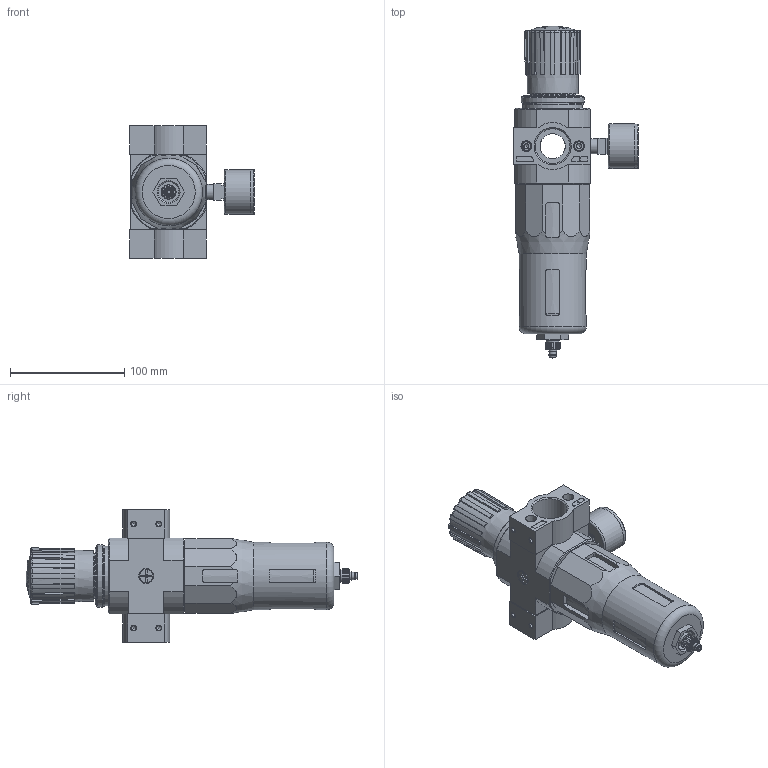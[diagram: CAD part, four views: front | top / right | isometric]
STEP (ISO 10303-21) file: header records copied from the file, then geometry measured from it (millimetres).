
FILE_DESCRIPTION(/* description */ ('STEP AP214'),/* implementation_level */ '2;1');
FILE_NAME(/* name */ '192382_LFR-1-D-5M-DI-MAXI',/* time_stamp */ '2024-09-03T20:27:09+02:00',/* author */ ('License CC BY-ND 4.0'),/* organization */ ('CADENAS'),/* preprocessor_version */ 'ST-DEVELOPER v19.3',/* originating_system */ 'PARTsolutions',/* authorisation */ ' ');
FILE_SCHEMA (('AUTOMOTIVE_DESIGN {1 0 10303 214 3 1 1}'));
Length unit declared in the file: millimetre
Products named in the file (9): 192382 LFR-1-D-5M-DI-MAXI---(0); 396644 LFR-D-5M-DI-MAXI--(0); 8003639 PAGN-40-16-G14; 380315 PBL-1-D-MAXI-R---(0) p1; DIN-912 - M5x20(F); 380313 PBL-1-D-MAXI-L---(1) p1; 398012 LRVS-D-MINI; 125696 LR/LFR-D-MAXI; 648415 LF
Assembly tree (11 placements, depth 2):
  192382 LFR-1-D-5M-DI-MAXI---(0)
    396644 LFR-D-5M-DI-MAXI--(0)
    8003639 PAGN-40-16-G14
    380315 PBL-1-D-MAXI-R---(0) p1
    DIN-912 - M5x20(F)  x4
    380313 PBL-1-D-MAXI-L---(1) p1
    398012 LRVS-D-MINI
    125696 LR/LFR-D-MAXI
    648415 LF
Bounding box: 108.95 x 290 x 116 mm (x, y, z)
Volume: 853436.3 mm3; surface area: 111779.4 mm2
Topology: 11 solids, 12 shells, 686 faces, 1690 edges, 1076 vertices
Faces by surface type: plane 361, cylinder 142, cone 124, torus 54, sphere 5
Full cylindrical faces by diameter (mm): 2 x1, 3 x1, 4.134 x8, 4.2 x1, 5 x4, 5.6 x1, 6.4 x1, 6.8 x1, 7.1 x1, 8.5 x4, 8.7 x1, 9 x1, 9.5 x1, 11 x1, 11.2 x1, 11.445 x2, 12.6 x1, 13.157 x2, 18 x1, 22 x3, 30 x2, 30.291 x2, 38.7 x1, 39 x2, 40 x1, 50.2 x1, 50.376 x1, 52 x1, 53.5 x1, 54.8 x1
Entity records: 20465 total; most frequent: CARTESIAN_POINT 4025, DIRECTION 2848, ORIENTED_EDGE 2768, EDGE_CURVE 1384, AXIS2_PLACEMENT_3D 1130, VERTEX_POINT 975, FACE_BOUND 803, EDGE_LOOP 794
